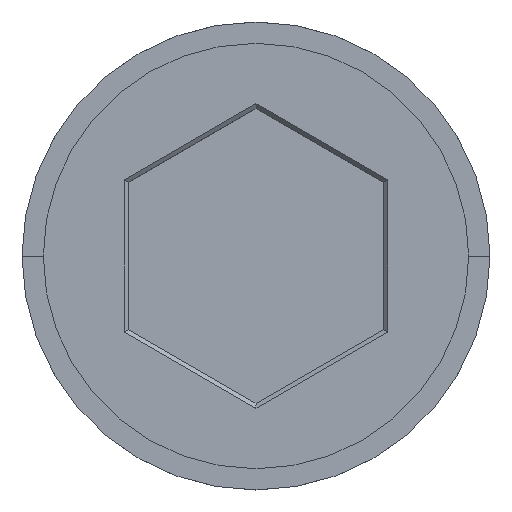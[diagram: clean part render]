
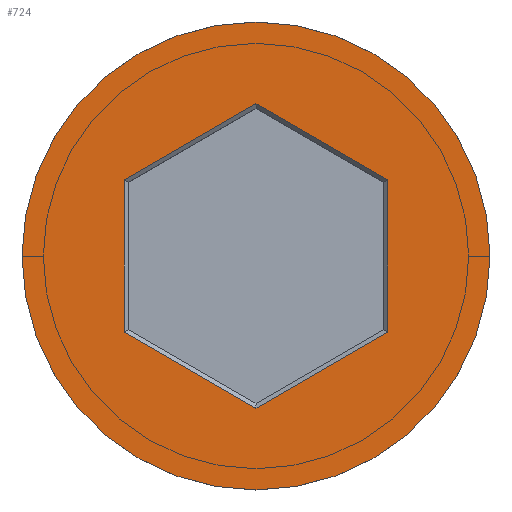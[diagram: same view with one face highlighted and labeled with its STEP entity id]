
A CAD part, top view. The second image highlights one B-rep face of the part: STEP entity #724.
In plain terms, the highlighted planar face has unit normal (0, 0, 1).
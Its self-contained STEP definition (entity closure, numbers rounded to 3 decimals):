
#48 = VERTEX_POINT ( 'NONE', #1387 ) ;
#76 = DIRECTION ( 'NONE',  ( 0., 0., 1. ) ) ;
#89 = ORIENTED_EDGE ( 'NONE', *, *, #230, .T. ) ;
#163 = DIRECTION ( 'NONE',  ( 1., 0., 0. ) ) ;
#223 = CARTESIAN_POINT ( 'NONE',  ( 5.5, 0., 0. ) ) ;
#230 = EDGE_CURVE ( 'NONE', #907, #1575, #1110, .T. ) ;
#298 = EDGE_CURVE ( 'NONE', #1290, #930, #603, .T. ) ;
#306 = ORIENTED_EDGE ( 'NONE', *, *, #515, .T. ) ;
#326 = CARTESIAN_POINT ( 'NONE',  ( 0., 0., 0. ) ) ;
#334 = VECTOR ( 'NONE', #489, 1000. ) ;
#352 = LINE ( 'NONE', #1226, #1464 ) ;
#367 = VERTEX_POINT ( 'NONE', #542 ) ;
#397 = DIRECTION ( 'NONE',  ( 0., 1., 0. ) ) ;
#432 = AXIS2_PLACEMENT_3D ( 'NONE', #326, #76, #564 ) ;
#455 = CIRCLE ( 'NONE', #432, 5.5 ) ;
#489 = DIRECTION ( 'NONE',  ( -0.866, -0.5, 0. ) ) ;
#500 = ORIENTED_EDGE ( 'NONE', *, *, #1475, .T. ) ;
#510 = ORIENTED_EDGE ( 'NONE', *, *, #609, .T. ) ;
#515 = EDGE_CURVE ( 'NONE', #1575, #48, #1087, .T. ) ;
#525 = CARTESIAN_POINT ( 'NONE',  ( -3.1, 1.79, 0. ) ) ;
#542 = CARTESIAN_POINT ( 'NONE',  ( 3.1, 1.79, 0. ) ) ;
#564 = DIRECTION ( 'NONE',  ( 1., 0., 0. ) ) ;
#597 = CARTESIAN_POINT ( 'NONE',  ( 0.05, -3.551, 0. ) ) ;
#603 = CIRCLE ( 'NONE', #1514, 5.5 ) ;
#609 = EDGE_CURVE ( 'NONE', #930, #1290, #455, .T. ) ;
#655 = ORIENTED_EDGE ( 'NONE', *, *, #993, .T. ) ;
#657 = VECTOR ( 'NONE', #397, 1000. ) ;
#724 = ADVANCED_FACE ( 'NONE', ( #1243, #1011 ), #1362, .T. ) ;
#725 = VERTEX_POINT ( 'NONE', #1236 ) ;
#726 = LINE ( 'NONE', #597, #334 ) ;
#728 = DIRECTION ( 'NONE',  ( 0., 0., 1. ) ) ;
#732 = DIRECTION ( 'NONE',  ( 0., -1., 0. ) ) ;
#736 = LINE ( 'NONE', #1071, #1130 ) ;
#741 = VECTOR ( 'NONE', #1589, 1000. ) ;
#775 = CARTESIAN_POINT ( 'NONE',  ( 0., 0., 0. ) ) ;
#825 = CARTESIAN_POINT ( 'NONE',  ( -3.1, -1.79, 0. ) ) ;
#856 = CARTESIAN_POINT ( 'NONE',  ( -3.1, 1.732, 0. ) ) ;
#859 = ORIENTED_EDGE ( 'NONE', *, *, #298, .T. ) ;
#885 = DIRECTION ( 'NONE',  ( 1., 0., 0. ) ) ;
#905 = CARTESIAN_POINT ( 'NONE',  ( -5.5, 0., 0. ) ) ;
#907 = VERTEX_POINT ( 'NONE', #825 ) ;
#930 = VERTEX_POINT ( 'NONE', #223 ) ;
#941 = AXIS2_PLACEMENT_3D ( 'NONE', #775, #728, #163 ) ;
#951 = CARTESIAN_POINT ( 'NONE',  ( 3.05, 1.819, 0. ) ) ;
#953 = CARTESIAN_POINT ( 'NONE',  ( -0.05, 3.551, 0. ) ) ;
#969 = LINE ( 'NONE', #951, #741 ) ;
#973 = EDGE_CURVE ( 'NONE', #367, #725, #352, .T. ) ;
#993 = EDGE_CURVE ( 'NONE', #48, #367, #969, .T. ) ;
#1005 = EDGE_CURVE ( 'NONE', #725, #1031, #726, .T. ) ;
#1011 = FACE_OUTER_BOUND ( 'NONE', #1030, .T. ) ;
#1030 = EDGE_LOOP ( 'NONE', ( #510, #859 ) ) ;
#1031 = VERTEX_POINT ( 'NONE', #1576 ) ;
#1068 = DIRECTION ( 'NONE',  ( 0.866, 0.5, 0. ) ) ;
#1071 = CARTESIAN_POINT ( 'NONE',  ( -3.05, -1.819, 0. ) ) ;
#1087 = LINE ( 'NONE', #953, #1127 ) ;
#1110 = LINE ( 'NONE', #856, #657 ) ;
#1114 = CARTESIAN_POINT ( 'NONE',  ( 0., 0., 0. ) ) ;
#1127 = VECTOR ( 'NONE', #1068, 1000. ) ;
#1130 = VECTOR ( 'NONE', #1573, 1000. ) ;
#1226 = CARTESIAN_POINT ( 'NONE',  ( 3.1, -1.732, 0. ) ) ;
#1236 = CARTESIAN_POINT ( 'NONE',  ( 3.1, -1.79, 0. ) ) ;
#1238 = DIRECTION ( 'NONE',  ( 0., 0., 1. ) ) ;
#1243 = FACE_BOUND ( 'NONE', #1364, .T. ) ;
#1290 = VERTEX_POINT ( 'NONE', #905 ) ;
#1362 = PLANE ( 'NONE',  #941 ) ;
#1364 = EDGE_LOOP ( 'NONE', ( #89, #306, #655, #1484, #1605, #500 ) ) ;
#1387 = CARTESIAN_POINT ( 'NONE',  ( 0., 3.58, 0. ) ) ;
#1464 = VECTOR ( 'NONE', #732, 1000. ) ;
#1475 = EDGE_CURVE ( 'NONE', #1031, #907, #736, .T. ) ;
#1484 = ORIENTED_EDGE ( 'NONE', *, *, #973, .T. ) ;
#1514 = AXIS2_PLACEMENT_3D ( 'NONE', #1114, #1238, #885 ) ;
#1573 = DIRECTION ( 'NONE',  ( -0.866, 0.5, 0. ) ) ;
#1575 = VERTEX_POINT ( 'NONE', #525 ) ;
#1576 = CARTESIAN_POINT ( 'NONE',  ( 0., -3.58, 0. ) ) ;
#1589 = DIRECTION ( 'NONE',  ( 0.866, -0.5, 0. ) ) ;
#1605 = ORIENTED_EDGE ( 'NONE', *, *, #1005, .T. ) ;
